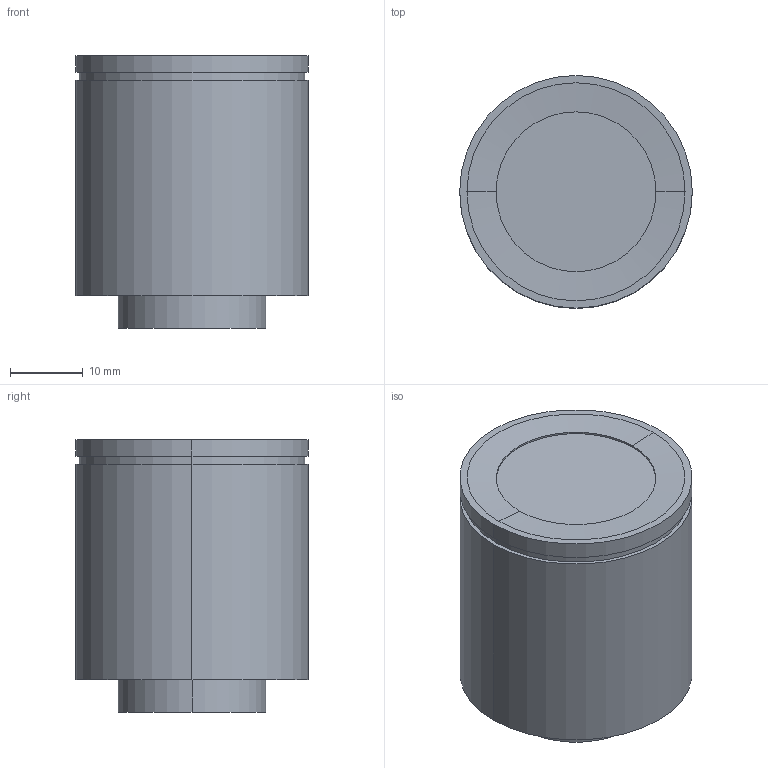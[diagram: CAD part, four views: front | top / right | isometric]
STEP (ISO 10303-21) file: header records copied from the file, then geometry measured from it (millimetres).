
FILE_DESCRIPTION (( 'STEP AP203' ), '1' );
FILE_NAME ('Web Model 86812_86829.step', '2018-03-15T13:11:39', ( '' ), ( '' ), 'SwSTEP 2.0', 'SolidWorks 2016', '' );
FILE_SCHEMA (( 'CONFIG_CONTROL_DESIGN' ));
Length unit declared in the file: millimetre
Products named in the file (1): Web Model 86812_86829
Bounding box: 32 x 32 x 37.5 mm (x, y, z)
Volume: 27640.6 mm3; surface area: 5354 mm2
Topology: 1 solids, 1 shells, 21 faces, 40 edges, 26 vertices
Faces by surface type: cylinder 12, plane 7, cone 2
Entity records: 621 total; most frequent: DIRECTION 110, CARTESIAN_POINT 88, ORIENTED_EDGE 80, AXIS2_PLACEMENT_3D 48, EDGE_CURVE 40, CIRCLE 26, EDGE_LOOP 26, VERTEX_POINT 26
